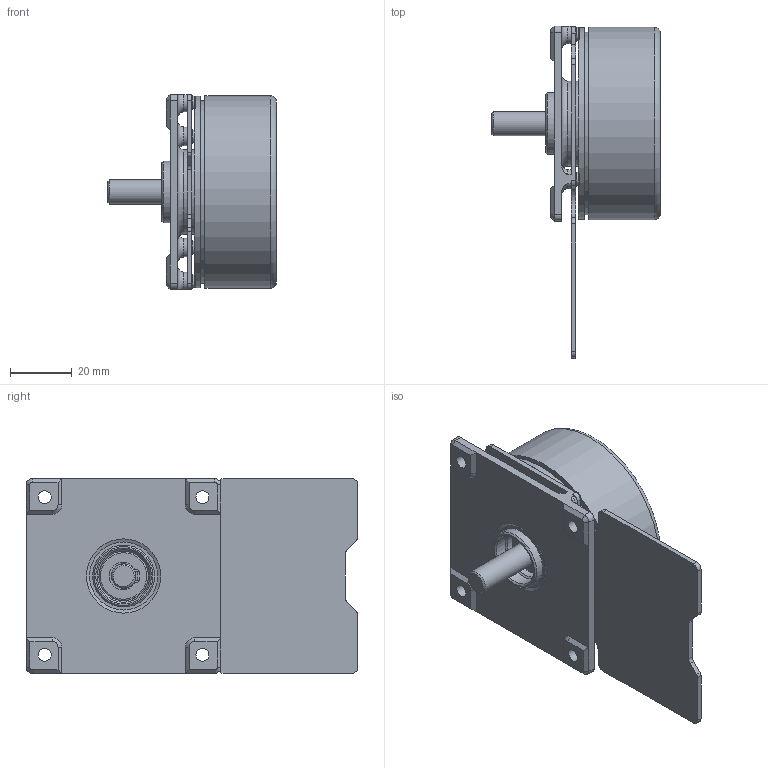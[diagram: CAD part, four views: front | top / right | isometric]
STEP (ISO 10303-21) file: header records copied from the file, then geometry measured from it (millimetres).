
FILE_DESCRIPTION((''),'2;1');
FILE_NAME('50615_OUTER.stp','2014-05-22T10:28:01',('ampex83'),(''),'Autodesk Inventor 2011','Autodesk Inventor 2011','');
FILE_SCHEMA(('AUTOMOTIVE_DESIGN { 1 0 10303 214 1 1 1 1 }'));
Length unit declared in the file: millimetre
Products named in the file (1): 부품22
Bounding box: 54.6 x 107.25 x 63 mm (x, y, z)
Volume: 85003.3 mm3; surface area: 37038.8 mm2
Topology: 1 solids, 6 shells, 316 faces, 804 edges, 524 vertices
Faces by surface type: plane 152, cylinder 69, bspline 48, cone 30, torus 17
Full cylindrical faces by diameter (mm): 2.24 x4, 2.3 x4, 2.6 x4, 2.7 x3, 4.2 x4, 6 x1, 7.832 x1, 7.95 x1, 8 x1, 12.5 x1, 16 x1, 17 x1, 19 x1, 20 x1, 27.5 x1, 28 x1, 51 x1, 55 x1, 59 x1, 62 x1, 62.2 x1
Entity records: 14629 total; most frequent: CARTESIAN_POINT 7329, ORIENTED_EDGE 1452, DIRECTION 1250, EDGE_CURVE 726, VERTEX_POINT 516, AXIS2_PLACEMENT_3D 471, EDGE_LOOP 428, STYLED_ITEM 317
